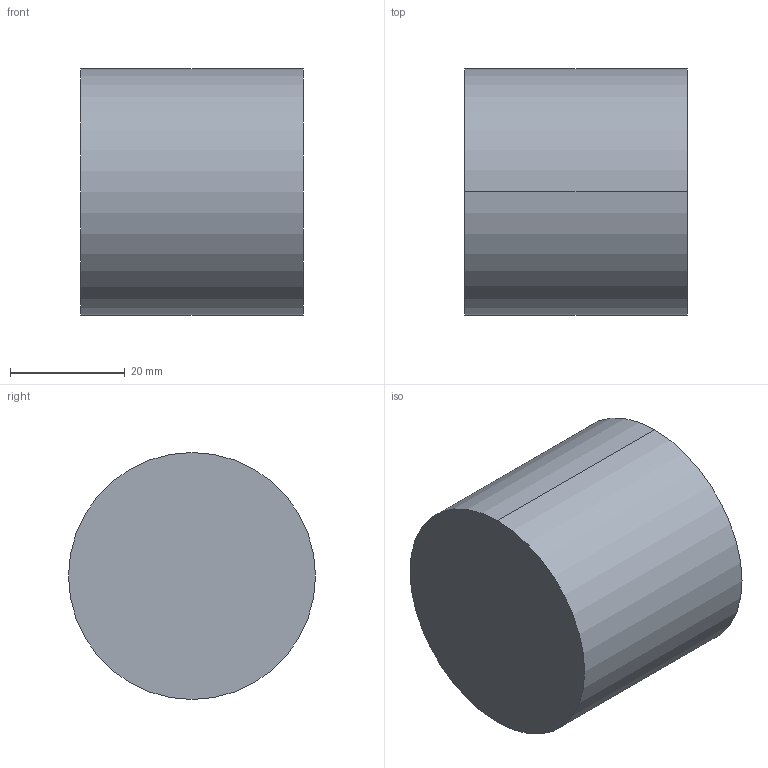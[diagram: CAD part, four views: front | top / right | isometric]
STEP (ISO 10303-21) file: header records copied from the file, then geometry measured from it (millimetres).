
FILE_DESCRIPTION((' '),'2;1');
FILE_NAME( '1.stp', '2025-12-09T20:41:03', (' '), ('--- Datakit www.datakit.com---'), ' Datakit CrossCadWare V2022.2 Mar 12 2022', 'Mastercam 2023', ' ');
FILE_SCHEMA(('AUTOMOTIVE_DESIGN { 1 0 10303 214 1 1 1 1 }'));
Length unit declared in the file: millimetre
Products named in the file (1): 1
Bounding box: 38.74 x 42.98 x 42.98 mm (x, y, z)
Volume: 56201.9 mm3; surface area: 8132.2 mm2
Topology: 1 solids, 1 shells, 4 faces, 11 edges, 16 vertices
Faces by surface type: plane 2, cylinder 2
Entity records: 176 total; most frequent: DIRECTION 25, CARTESIAN_POINT 24, ORIENTED_EDGE 12, AXIS2_PLACEMENT_3D 9, PRESENTATION_LAYER_ASSIGNMENT 8, STYLED_ITEM 8, VECTOR 7, LINE 7
